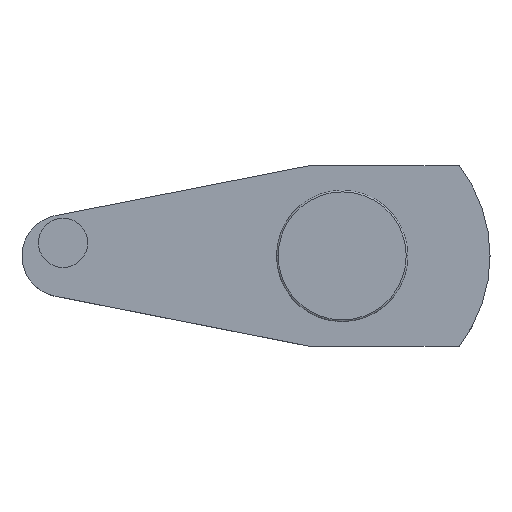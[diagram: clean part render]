
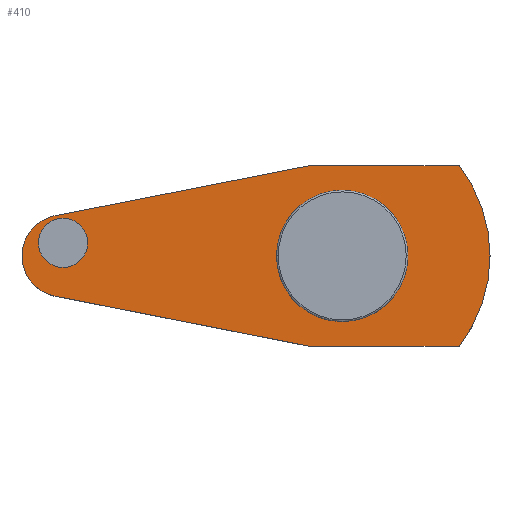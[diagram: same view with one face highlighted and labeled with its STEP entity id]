
A CAD part, top view. The second image highlights one B-rep face of the part: STEP entity #410.
In plain terms, the highlighted planar face has unit normal (0, 0, 1).
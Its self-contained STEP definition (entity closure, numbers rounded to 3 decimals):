
#6 = CARTESIAN_POINT ( 'NONE',  ( 381., 139.7, 101.6 ) ) ;
#12 = VERTEX_POINT ( 'NONE', #86 ) ;
#13 = LINE ( 'NONE', #59, #42 ) ;
#26 = DIRECTION ( 'NONE',  ( 1., 0., 0. ) ) ;
#40 = EDGE_CURVE ( 'NONE', #97, #12, #270, .T. ) ;
#42 = VECTOR ( 'NONE', #216, 1000. ) ;
#43 = DIRECTION ( 'NONE',  ( 1., 0., 0. ) ) ;
#47 = CIRCLE ( 'NONE', #323, 228.6 ) ;
#50 = DIRECTION ( 'NONE',  ( 0., 0., 1. ) ) ;
#51 = EDGE_CURVE ( 'NONE', #232, #135, #376, .T. ) ;
#55 = CIRCLE ( 'NONE', #299, 63.5 ) ;
#59 = CARTESIAN_POINT ( 'NONE',  ( 381., -139.7, 101.6 ) ) ;
#64 = EDGE_CURVE ( 'NONE', #71, #97, #55, .T. ) ;
#67 = EDGE_CURVE ( 'NONE', #129, #136, #458, .T. ) ;
#70 = DIRECTION ( 'NONE',  ( 0., 0., 1. ) ) ;
#71 = VERTEX_POINT ( 'NONE', #172 ) ;
#73 = VECTOR ( 'NONE', #188, 1000. ) ;
#80 = CIRCLE ( 'NONE', #315, 101.6 ) ;
#84 = ORIENTED_EDGE ( 'NONE', *, *, #92, .T. ) ;
#85 = VECTOR ( 'NONE', #206, 1000. ) ;
#86 = CARTESIAN_POINT ( 'NONE',  ( -12.262, -62.305, 101.6 ) ) ;
#92 = EDGE_CURVE ( 'NONE', #424, #240, #302, .T. ) ;
#93 = DIRECTION ( 'NONE',  ( 0., 0., 1. ) ) ;
#94 = ORIENTED_EDGE ( 'NONE', *, *, #329, .F. ) ;
#97 = VERTEX_POINT ( 'NONE', #256 ) ;
#104 = ORIENTED_EDGE ( 'NONE', *, *, #151, .T. ) ;
#129 = VERTEX_POINT ( 'NONE', #222 ) ;
#133 = CARTESIAN_POINT ( 'NONE',  ( 0., 0., 101.6 ) ) ;
#135 = VERTEX_POINT ( 'NONE', #406 ) ;
#136 = VERTEX_POINT ( 'NONE', #339 ) ;
#139 = EDGE_CURVE ( 'NONE', #423, #232, #47, .T. ) ;
#142 = AXIS2_PLACEMENT_3D ( 'NONE', #133, #93, #372 ) ;
#151 = EDGE_CURVE ( 'NONE', #12, #401, #13, .T. ) ;
#155 = CARTESIAN_POINT ( 'NONE',  ( 431.8, 0., 101.6 ) ) ;
#163 = FACE_OUTER_BOUND ( 'NONE', #434, .T. ) ;
#172 = CARTESIAN_POINT ( 'NONE',  ( -12.262, 62.305, 101.6 ) ) ;
#174 = CARTESIAN_POINT ( 'NONE',  ( 0., 0., 101.6 ) ) ;
#176 = ORIENTED_EDGE ( 'NONE', *, *, #139, .T. ) ;
#184 = AXIS2_PLACEMENT_3D ( 'NONE', #274, #233, #189 ) ;
#188 = DIRECTION ( 'NONE',  ( -0.981, -0.193, 0. ) ) ;
#189 = DIRECTION ( 'NONE',  ( 1., 0., 0. ) ) ;
#190 = PLANE ( 'NONE',  #405 ) ;
#195 = AXIS2_PLACEMENT_3D ( 'NONE', #291, #50, #211 ) ;
#206 = DIRECTION ( 'NONE',  ( -1., 0., 0. ) ) ;
#208 = DIRECTION ( 'NONE',  ( 1., 0., 0. ) ) ;
#211 = DIRECTION ( 'NONE',  ( 1., 0., 0. ) ) ;
#216 = DIRECTION ( 'NONE',  ( 0.981, -0.193, 0. ) ) ;
#218 = AXIS2_PLACEMENT_3D ( 'NONE', #252, #286, #43 ) ;
#219 = CARTESIAN_POINT ( 'NONE',  ( -38.1, 20.32, 101.6 ) ) ;
#222 = CARTESIAN_POINT ( 'NONE',  ( 330.2, 0., 101.6 ) ) ;
#229 = ORIENTED_EDGE ( 'NONE', *, *, #67, .F. ) ;
#231 = ORIENTED_EDGE ( 'NONE', *, *, #276, .T. ) ;
#232 = VERTEX_POINT ( 'NONE', #332 ) ;
#233 = DIRECTION ( 'NONE',  ( 0., 0., -1. ) ) ;
#235 = CARTESIAN_POINT ( 'NONE',  ( 38.1, 20.32, 101.6 ) ) ;
#240 = VERTEX_POINT ( 'NONE', #219 ) ;
#252 = CARTESIAN_POINT ( 'NONE',  ( 0., 20.32, 101.6 ) ) ;
#256 = CARTESIAN_POINT ( 'NONE',  ( -63.5, 0., 101.6 ) ) ;
#259 = DIRECTION ( 'NONE',  ( 0., 0., 1. ) ) ;
#266 = CARTESIAN_POINT ( 'NONE',  ( 431.8, 0., 101.6 ) ) ;
#270 = CIRCLE ( 'NONE', #142, 63.5 ) ;
#273 = CARTESIAN_POINT ( 'NONE',  ( 431.8, 0., 101.6 ) ) ;
#274 = CARTESIAN_POINT ( 'NONE',  ( 0., 20.32, 101.6 ) ) ;
#275 = LINE ( 'NONE', #490, #73 ) ;
#276 = EDGE_CURVE ( 'NONE', #240, #424, #351, .T. ) ;
#283 = LINE ( 'NONE', #296, #325 ) ;
#285 = EDGE_CURVE ( 'NONE', #401, #423, #283, .T. ) ;
#286 = DIRECTION ( 'NONE',  ( 0., 0., -1. ) ) ;
#291 = CARTESIAN_POINT ( 'NONE',  ( 431.8, 0., 101.6 ) ) ;
#293 = DIRECTION ( 'NONE',  ( 0., 0., 1. ) ) ;
#296 = CARTESIAN_POINT ( 'NONE',  ( 381., -139.7, 101.6 ) ) ;
#299 = AXIS2_PLACEMENT_3D ( 'NONE', #174, #293, #208 ) ;
#302 = CIRCLE ( 'NONE', #218, 38.1 ) ;
#308 = ORIENTED_EDGE ( 'NONE', *, *, #64, .T. ) ;
#315 = AXIS2_PLACEMENT_3D ( 'NONE', #155, #70, #342 ) ;
#322 = EDGE_LOOP ( 'NONE', ( #229, #94 ) ) ;
#323 = AXIS2_PLACEMENT_3D ( 'NONE', #266, #259, #407 ) ;
#325 = VECTOR ( 'NONE', #26, 1000. ) ;
#329 = EDGE_CURVE ( 'NONE', #136, #129, #80, .T. ) ;
#332 = CARTESIAN_POINT ( 'NONE',  ( 612.747, 139.7, 101.6 ) ) ;
#339 = CARTESIAN_POINT ( 'NONE',  ( 533.4, 0., 101.6 ) ) ;
#342 = DIRECTION ( 'NONE',  ( 1., 0., 0. ) ) ;
#346 = CARTESIAN_POINT ( 'NONE',  ( 612.747, -139.7, 101.6 ) ) ;
#351 = CIRCLE ( 'NONE', #184, 38.1 ) ;
#352 = EDGE_CURVE ( 'NONE', #135, #71, #275, .T. ) ;
#372 = DIRECTION ( 'NONE',  ( 1., 0., 0. ) ) ;
#376 = LINE ( 'NONE', #6, #85 ) ;
#381 = ORIENTED_EDGE ( 'NONE', *, *, #40, .T. ) ;
#386 = DIRECTION ( 'NONE',  ( 1., 0., 0. ) ) ;
#401 = VERTEX_POINT ( 'NONE', #453 ) ;
#405 = AXIS2_PLACEMENT_3D ( 'NONE', #273, #455, #386 ) ;
#406 = CARTESIAN_POINT ( 'NONE',  ( 381., 139.7, 101.6 ) ) ;
#407 = DIRECTION ( 'NONE',  ( 1., 0., 0. ) ) ;
#410 = ADVANCED_FACE ( 'NONE', ( #163, #413, #448 ), #190, .T. ) ;
#413 = FACE_BOUND ( 'NONE', #322, .T. ) ;
#418 = EDGE_LOOP ( 'NONE', ( #84, #231 ) ) ;
#420 = ORIENTED_EDGE ( 'NONE', *, *, #352, .T. ) ;
#423 = VERTEX_POINT ( 'NONE', #346 ) ;
#424 = VERTEX_POINT ( 'NONE', #235 ) ;
#434 = EDGE_LOOP ( 'NONE', ( #176, #487, #420, #308, #381, #104, #495 ) ) ;
#448 = FACE_BOUND ( 'NONE', #418, .T. ) ;
#453 = CARTESIAN_POINT ( 'NONE',  ( 381., -139.7, 101.6 ) ) ;
#455 = DIRECTION ( 'NONE',  ( 0., 0., 1. ) ) ;
#458 = CIRCLE ( 'NONE', #195, 101.6 ) ;
#487 = ORIENTED_EDGE ( 'NONE', *, *, #51, .T. ) ;
#490 = CARTESIAN_POINT ( 'NONE',  ( 381., 139.7, 101.6 ) ) ;
#495 = ORIENTED_EDGE ( 'NONE', *, *, #285, .T. ) ;
